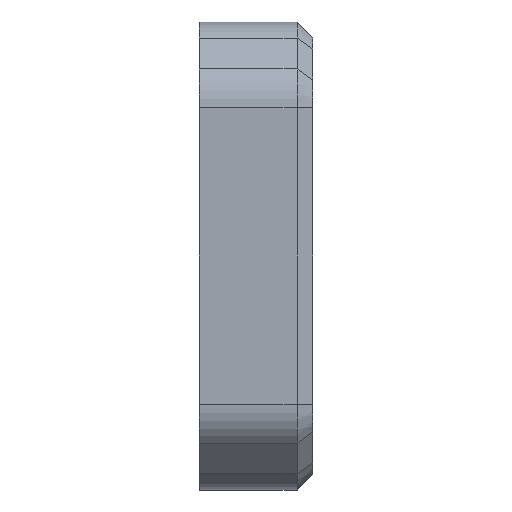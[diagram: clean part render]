
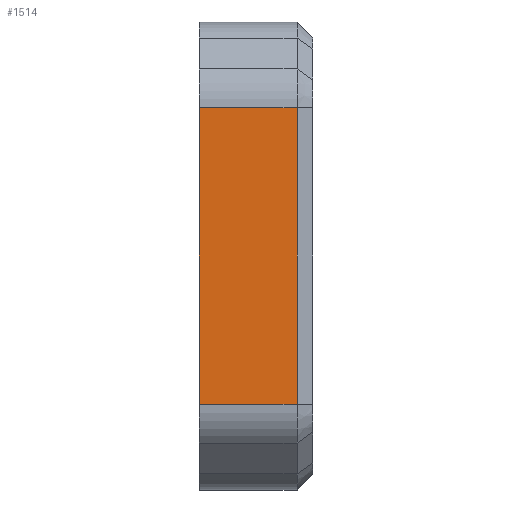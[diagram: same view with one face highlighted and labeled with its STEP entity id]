
A CAD part, left-side view. The second image highlights one B-rep face of the part: STEP entity #1514.
In plain terms, the highlighted planar face has unit normal (-1, 0, 0).
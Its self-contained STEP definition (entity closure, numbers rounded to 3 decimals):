
#192=FACE_OUTER_BOUND('',#285,.T.);
#285=EDGE_LOOP('',(#1370,#1371,#1372,#1373));
#392=LINE('',#2396,#553);
#428=LINE('',#2486,#589);
#441=LINE('',#2525,#602);
#447=LINE('',#2538,#608);
#553=VECTOR('',#1925,10.);
#589=VECTOR('',#2027,10.);
#602=VECTOR('',#2070,10.);
#608=VECTOR('',#2090,10.);
#692=VERTEX_POINT('',#2366);
#706=VERTEX_POINT('',#2394);
#724=VERTEX_POINT('',#2476);
#726=VERTEX_POINT('',#2482);
#880=EDGE_CURVE('',#692,#706,#392,.T.);
#925=EDGE_CURVE('',#724,#726,#428,.T.);
#945=EDGE_CURVE('',#692,#724,#441,.T.);
#951=EDGE_CURVE('',#706,#726,#447,.T.);
#1370=ORIENTED_EDGE('',*,*,#880,.T.);
#1371=ORIENTED_EDGE('',*,*,#951,.T.);
#1372=ORIENTED_EDGE('',*,*,#925,.F.);
#1373=ORIENTED_EDGE('',*,*,#945,.F.);
#1428=PLANE('',#1662);
#1514=ADVANCED_FACE('',(#192),#1428,.T.);
#1662=AXIS2_PLACEMENT_3D('',#2539,#2091,#2092);
#1925=DIRECTION('',(0.,0.,-1.));
#2027=DIRECTION('',(0.,0.,-1.));
#2070=DIRECTION('',(0.,-1.,0.));
#2090=DIRECTION('',(0.,-1.,0.));
#2091=DIRECTION('center_axis',(-1.,0.,0.));
#2092=DIRECTION('ref_axis',(0.,0.,-1.));
#2366=CARTESIAN_POINT('',(175.842,-119.55,119.834));
#2394=CARTESIAN_POINT('',(175.842,-119.55,112.264));
#2396=CARTESIAN_POINT('',(175.842,-119.55,117.941));
#2476=CARTESIAN_POINT('',(175.842,-122.05,119.834));
#2482=CARTESIAN_POINT('',(175.842,-122.05,112.264));
#2486=CARTESIAN_POINT('',(175.842,-122.05,117.941));
#2525=CARTESIAN_POINT('',(175.842,-114.95,119.834));
#2538=CARTESIAN_POINT('',(175.842,-114.95,112.264));
#2539=CARTESIAN_POINT('Origin',(175.842,-114.95,119.834));
